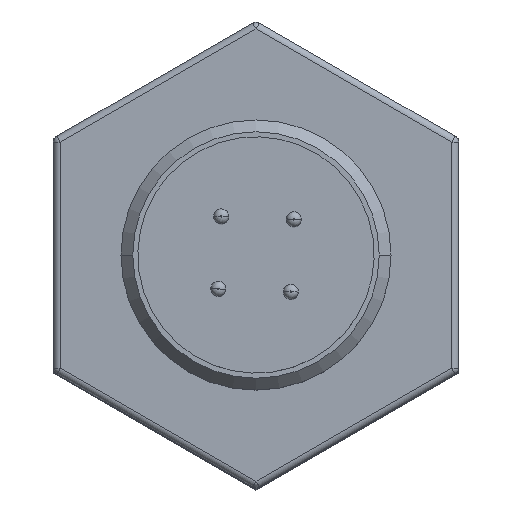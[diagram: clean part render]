
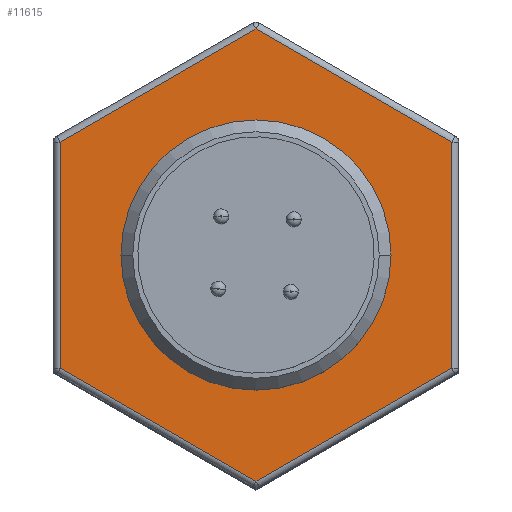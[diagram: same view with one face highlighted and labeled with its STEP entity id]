
A CAD part, top view. The second image highlights one B-rep face of the part: STEP entity #11615.
In plain terms, the highlighted planar face has unit normal (0, 0, 1).
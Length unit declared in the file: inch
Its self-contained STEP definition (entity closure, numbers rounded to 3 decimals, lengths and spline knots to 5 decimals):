
#181 = AXIS2_PLACEMENT_3D ( 'NONE', #13310, #13311, #13312 ) ;
#209 = AXIS2_PLACEMENT_3D ( 'NONE', #13315, #13316, #13317 ) ;
#709 = ORIENTED_EDGE ( 'NONE', *, *, #7223, .F. ) ;
#710 = ORIENTED_EDGE ( 'NONE', *, *, #7229, .F. ) ;
#711 = ORIENTED_EDGE ( 'NONE', *, *, #7284, .T. ) ;
#712 = ORIENTED_EDGE ( 'NONE', *, *, #7286, .T. ) ;
#713 = ORIENTED_EDGE ( 'NONE', *, *, #7289, .T. ) ;
#714 = ORIENTED_EDGE ( 'NONE', *, *, #7291, .T. ) ;
#715 = ORIENTED_EDGE ( 'NONE', *, *, #7293, .T. ) ;
#716 = ORIENTED_EDGE ( 'NONE', *, *, #7295, .T. ) ;
#1058 = EDGE_LOOP ( 'NONE', ( #709, #710 ) ) ;
#1600 = VERTEX_POINT ( 'NONE', #3808 ) ;
#2144 = AXIS2_PLACEMENT_3D ( 'NONE', #11340, #11349, #11350 ) ;
#2226 = VERTEX_POINT ( 'NONE', #14045 ) ;
#2237 = VERTEX_POINT ( 'NONE', #14066 ) ;
#2407 = VERTEX_POINT ( 'NONE', #14098 ) ;
#2452 = VERTEX_POINT ( 'NONE', #14101 ) ;
#2504 = VERTEX_POINT ( 'NONE', #14118 ) ;
#2753 = VERTEX_POINT ( 'NONE', #14181 ) ;
#2799 = VERTEX_POINT ( 'NONE', #14196 ) ;
#3808 = CARTESIAN_POINT ( 'NONE',  ( 0., -0.83716, 2.107 ) ) ;
#7067 = CIRCLE ( 'NONE', #181, 0.47425 ) ;
#7068 = CIRCLE ( 'NONE', #209, 0.47425 ) ;
#7078 = LINE ( 'NONE', #13384, #7127 ) ;
#7120 = LINE ( 'NONE', #13378, #7123 ) ;
#7123 = VECTOR ( 'NONE', #13379, 39.37008 ) ;
#7125 = LINE ( 'NONE', #13390, #7131 ) ;
#7127 = VECTOR ( 'NONE', #13389, 39.37008 ) ;
#7129 = LINE ( 'NONE', #13392, #7135 ) ;
#7131 = VECTOR ( 'NONE', #13391, 39.37008 ) ;
#7133 = LINE ( 'NONE', #13394, #7137 ) ;
#7135 = VECTOR ( 'NONE', #13393, 39.37008 ) ;
#7136 = LINE ( 'NONE', #13396, #7141 ) ;
#7137 = VECTOR ( 'NONE', #13395, 39.37008 ) ;
#7141 = VECTOR ( 'NONE', #13397, 39.37008 ) ;
#7223 = EDGE_CURVE ( 'NONE', #2226, #2753, #7067, .T. ) ;
#7229 = EDGE_CURVE ( 'NONE', #2753, #2226, #7068, .T. ) ;
#7284 = EDGE_CURVE ( 'NONE', #2504, #2237, #7120, .T. ) ;
#7286 = EDGE_CURVE ( 'NONE', #2237, #2452, #7078, .T. ) ;
#7289 = EDGE_CURVE ( 'NONE', #2452, #1600, #7125, .T. ) ;
#7291 = EDGE_CURVE ( 'NONE', #1600, #2799, #7129, .T. ) ;
#7293 = EDGE_CURVE ( 'NONE', #2799, #2407, #7133, .T. ) ;
#7295 = EDGE_CURVE ( 'NONE', #2407, #2504, #7136, .T. ) ;
#7857 = FACE_BOUND ( 'NONE', #1058, .T. ) ;
#7863 = FACE_OUTER_BOUND ( 'NONE', #12094, .T. ) ;
#11340 = CARTESIAN_POINT ( 'NONE',  ( -0.75, 1.29904, 2.107 ) ) ;
#11345 = PLANE ( 'NONE',  #2144 ) ;
#11349 = DIRECTION ( 'NONE',  ( 0., 0., 1. ) ) ;
#11350 = DIRECTION ( 'NONE',  ( 1., 0., 0. ) ) ;
#11615 = ADVANCED_FACE ( 'NONE', ( #7857, #7863 ), #11345, .T. ) ;
#12094 = EDGE_LOOP ( 'NONE', ( #711, #712, #713, #714, #715, #716 ) ) ;
#13310 = CARTESIAN_POINT ( 'NONE',  ( 0., 0., 2.107 ) ) ;
#13311 = DIRECTION ( 'NONE',  ( 0., 0., 1. ) ) ;
#13312 = DIRECTION ( 'NONE',  ( 1., 0., 0. ) ) ;
#13315 = CARTESIAN_POINT ( 'NONE',  ( 0., 0., 2.107 ) ) ;
#13316 = DIRECTION ( 'NONE',  ( 0., 0., 1. ) ) ;
#13317 = DIRECTION ( 'NONE',  ( 1., 0., 0. ) ) ;
#13378 = CARTESIAN_POINT ( 'NONE',  ( -0.7375, 0.41136, 2.107 ) ) ;
#13379 = DIRECTION ( 'NONE',  ( -0.866, -0.5, 0. ) ) ;
#13384 = CARTESIAN_POINT ( 'NONE',  ( -0.725, -0.43301, 2.107 ) ) ;
#13389 = DIRECTION ( 'NONE',  ( 0., -1., 0. ) ) ;
#13390 = CARTESIAN_POINT ( 'NONE',  ( 0.0125, -0.84437, 2.107 ) ) ;
#13391 = DIRECTION ( 'NONE',  ( 0.866, -0.5, 0. ) ) ;
#13392 = CARTESIAN_POINT ( 'NONE',  ( 0.7375, -0.41136, 2.107 ) ) ;
#13393 = DIRECTION ( 'NONE',  ( 0.866, 0.5, 0. ) ) ;
#13394 = CARTESIAN_POINT ( 'NONE',  ( 0.725, 0.43301, 2.107 ) ) ;
#13395 = DIRECTION ( 'NONE',  ( 0., 1., 0. ) ) ;
#13396 = CARTESIAN_POINT ( 'NONE',  ( -0.0125, 0.84437, 2.107 ) ) ;
#13397 = DIRECTION ( 'NONE',  ( -0.866, 0.5, 0. ) ) ;
#14045 = CARTESIAN_POINT ( 'NONE',  ( -0.47425, 0., 2.107 ) ) ;
#14066 = CARTESIAN_POINT ( 'NONE',  ( -0.725, 0.41858, 2.107 ) ) ;
#14098 = CARTESIAN_POINT ( 'NONE',  ( 0.725, 0.41858, 2.107 ) ) ;
#14101 = CARTESIAN_POINT ( 'NONE',  ( -0.725, -0.41858, 2.107 ) ) ;
#14118 = CARTESIAN_POINT ( 'NONE',  ( 0., 0.83716, 2.107 ) ) ;
#14181 = CARTESIAN_POINT ( 'NONE',  ( 0.47425, 0., 2.107 ) ) ;
#14196 = CARTESIAN_POINT ( 'NONE',  ( 0.725, -0.41858, 2.107 ) ) ;
